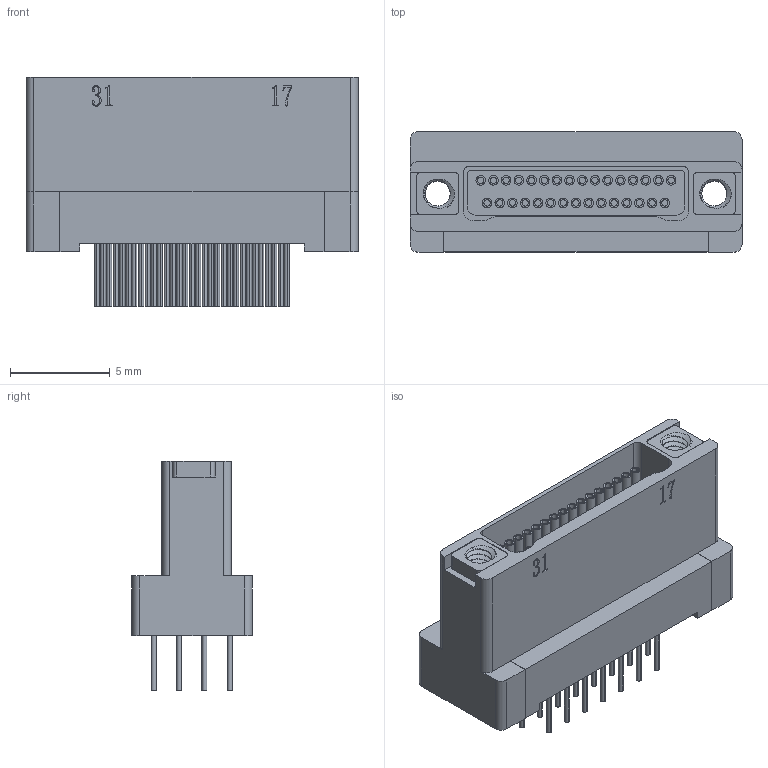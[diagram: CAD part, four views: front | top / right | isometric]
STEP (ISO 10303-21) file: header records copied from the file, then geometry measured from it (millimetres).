
FILE_DESCRIPTION (( 'STEP AP203' ), '1' );
FILE_NAME ('J63A-2H2-031-231-TH.STEP', '2025-04-07T09:33:08', ( '' ), ( '' ), 'SwSTEP 2.0', 'SolidWorks 2021', '' );
FILE_SCHEMA (( 'CONFIG_CONTROL_DESIGN' ));
Length unit declared in the file: millimetre
Products named in the file (1): J63A-2H2-031-231-TH
Bounding box: 16.61 x 6.02 x 11.5 mm (x, y, z)
Volume: 493.4 mm3; surface area: 1198.5 mm2
Topology: 1 solids, 1 shells, 1084 faces, 2810 edges, 1868 vertices
Faces by surface type: plane 488, cylinder 338, bspline 236, cone 14, torus 8
Entity records: 47353 total; most frequent: CARTESIAN_POINT 22529, ORIENTED_EDGE 5620, DIRECTION 4290, EDGE_CURVE 2810, VERTEX_POINT 1868, VECTOR 1612, LINE 1612, AXIS2_PLACEMENT_3D 1339
